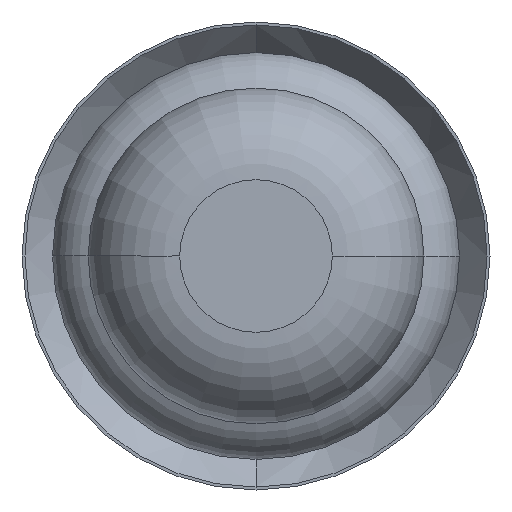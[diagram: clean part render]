
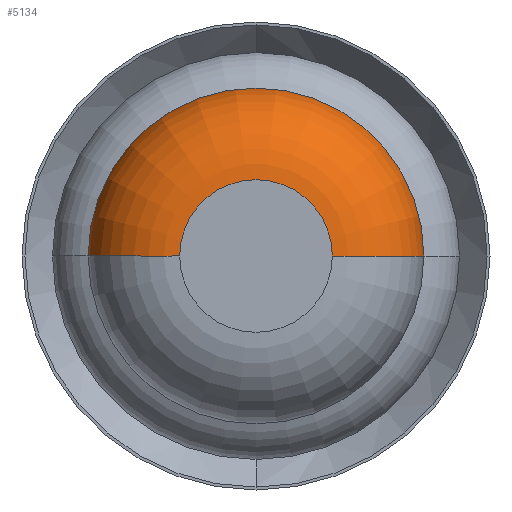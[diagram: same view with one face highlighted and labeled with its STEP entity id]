
A CAD part, front view. The second image highlights one B-rep face of the part: STEP entity #5134.
In plain terms, the highlighted toroidal (fillet/blend) face has major radius 0.375 mm and minor radius 0.45 mm.
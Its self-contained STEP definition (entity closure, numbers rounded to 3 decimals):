
#331 = DIRECTION ( 'NONE',  ( 0., -1., 0. ) ) ;
#410 = DIRECTION ( 'NONE',  ( 0., 0., 1. ) ) ;
#505 = CARTESIAN_POINT ( 'NONE',  ( 0.375, -31.55, 0. ) ) ;
#545 = DIRECTION ( 'NONE',  ( 0., 0., -1. ) ) ;
#846 = CIRCLE ( 'NONE', #2526, 0.45 ) ;
#995 = FACE_OUTER_BOUND ( 'NONE', #1495, .T. ) ;
#1427 = EDGE_CURVE ( 'Defeature ausgef�hrt1_7+Defeature ausgef�hrt1_8+Defeature ausgef�hrt1_8+Defeature ausgef�hrt1_8', #5598, #2787, #5079, .T. ) ;
#1495 = EDGE_LOOP ( 'NONE', ( #2290, #3452, #5172, #2671 ) ) ;
#1588 = CARTESIAN_POINT ( 'NONE',  ( 0., -31.55, 0. ) ) ;
#1985 = TOROIDAL_SURFACE ( 'NONE', #3397, 0.375, 0.45 ) ;
#2193 = AXIS2_PLACEMENT_3D ( 'NONE', #1588, #3854, #3490 ) ;
#2290 = ORIENTED_EDGE ( 'NONE', *, *, #3041, .T. ) ;
#2316 = CARTESIAN_POINT ( 'NONE',  ( 0., -32., 0. ) ) ;
#2526 = AXIS2_PLACEMENT_3D ( 'NONE', #505, #545, #4999 ) ;
#2671 = ORIENTED_EDGE ( 'NONE', *, *, #5733, .F. ) ;
#2787 = VERTEX_POINT ( 'NONE', #5393 ) ;
#3041 = EDGE_CURVE ( 'Defeature ausgef�hrt1_8+Defeature ausgef�hrt1_9+Defeature ausgef�hrt1_9+Defeature ausgef�hrt1_9', #4226, #4119, #5166, .T. ) ;
#3123 = CARTESIAN_POINT ( 'NONE',  ( 0., -31.55, 0. ) ) ;
#3171 = DIRECTION ( 'NONE',  ( 1., 0., 0. ) ) ;
#3310 = AXIS2_PLACEMENT_3D ( 'NONE', #4971, #410, #3171 ) ;
#3397 = AXIS2_PLACEMENT_3D ( 'NONE', #3123, #331, #3505 ) ;
#3452 = ORIENTED_EDGE ( 'NONE', *, *, #4625, .T. ) ;
#3490 = DIRECTION ( 'NONE',  ( 1., 0., 0. ) ) ;
#3505 = DIRECTION ( 'NONE',  ( 1., 0., 0. ) ) ;
#3633 = DIRECTION ( 'NONE',  ( 0., -1., 0. ) ) ;
#3788 = AXIS2_PLACEMENT_3D ( 'NONE', #2316, #3633, #4980 ) ;
#3854 = DIRECTION ( 'NONE',  ( 0., -1., 0. ) ) ;
#4119 = VERTEX_POINT ( 'NONE', #5294 ) ;
#4226 = VERTEX_POINT ( 'NONE', #5392 ) ;
#4625 = EDGE_CURVE ( 'NONE', #4119, #2787, #5754, .T. ) ;
#4971 = CARTESIAN_POINT ( 'NONE',  ( -0.375, -31.55, 0. ) ) ;
#4980 = DIRECTION ( 'NONE',  ( 1., 0., 0. ) ) ;
#4999 = DIRECTION ( 'NONE',  ( -1., 0., 0. ) ) ;
#5079 = CIRCLE ( 'NONE', #3788, 0.375 ) ;
#5134 = ADVANCED_FACE ( 'Defeature ausgef�hrt1_8', ( #995 ), #1985, .T. ) ;
#5166 = CIRCLE ( 'NONE', #2193, 0.825 ) ;
#5172 = ORIENTED_EDGE ( 'NONE', *, *, #1427, .F. ) ;
#5294 = CARTESIAN_POINT ( 'NONE',  ( -0.825, -31.55, 0. ) ) ;
#5392 = CARTESIAN_POINT ( 'NONE',  ( 0.825, -31.55, 0. ) ) ;
#5393 = CARTESIAN_POINT ( 'NONE',  ( -0.375, -32., 0. ) ) ;
#5598 = VERTEX_POINT ( 'NONE', #5702 ) ;
#5702 = CARTESIAN_POINT ( 'NONE',  ( 0.375, -32., 0. ) ) ;
#5733 = EDGE_CURVE ( 'NONE', #4226, #5598, #846, .T. ) ;
#5754 = CIRCLE ( 'NONE', #3310, 0.45 ) ;
